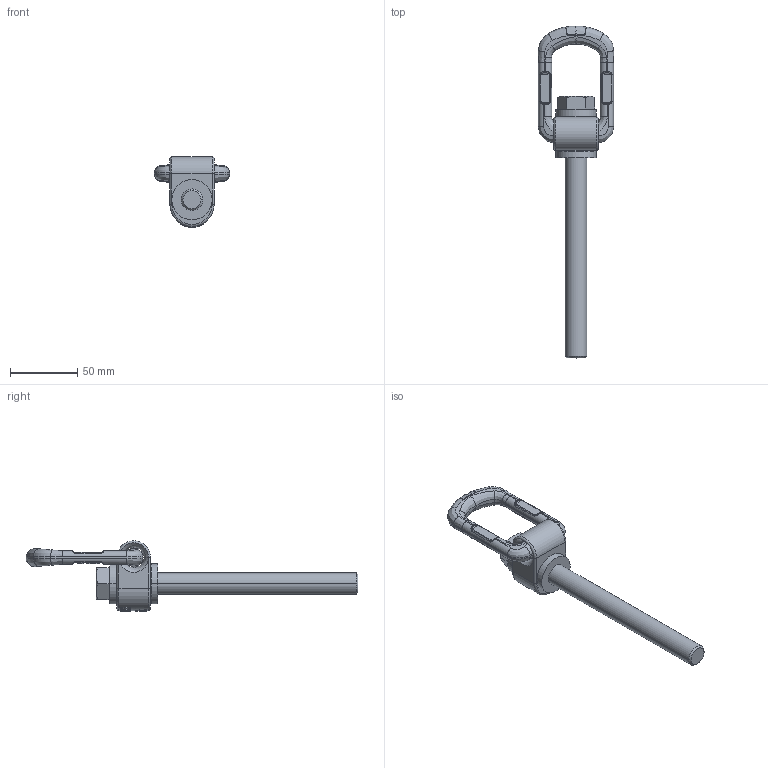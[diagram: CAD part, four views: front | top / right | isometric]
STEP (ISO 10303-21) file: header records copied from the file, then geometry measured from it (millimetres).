
FILE_DESCRIPTION((''),'2;1');
FILE_NAME('001-M31225-P-2_ASM','2011-11-11T',('Roland.Jakubetz'),(''),'PRO/ENGINEER BY PARAMETRIC TECHNOLOGY CORPORATION, 2010140','PRO/ENGINEER BY PARAMETRIC TECHNOLOGY CORPORATION, 2010140','');
FILE_SCHEMA(('CONFIG_CONTROL_DESIGN'));
Length unit declared in the file: millimetre
Products named in the file (5): 001-M31225-RT1; 001-M31225-RT2; 001-M31225-BA1; 001-M31120-V02; 001-M31225-P-2_ASM
Assembly tree (4 placements, depth 2):
  001-M31225-P-2_ASM
    001-M31225-RT1
    001-M31225-RT2
    001-M31225-BA1
    001-M31120-V02
Bounding box: 56 x 247.35 x 52.5 mm (x, y, z)
Volume: 96056 mm3; surface area: 34245.1 mm2
Topology: 4 solids, 4 shells, 989 faces, 2583 edges, 1637 vertices
Faces by surface type: plane 651, bspline 184, cylinder 100, torus 28, cone 18, sphere 8
Entity records: 38642 total; most frequent: CARTESIAN_POINT 15942, ORIENTED_EDGE 5162, DIRECTION 3965, EDGE_CURVE 2581, VERTEX_POINT 1637, VECTOR 1633, LINE 1633, AXIS2_PLACEMENT_3D 1166
